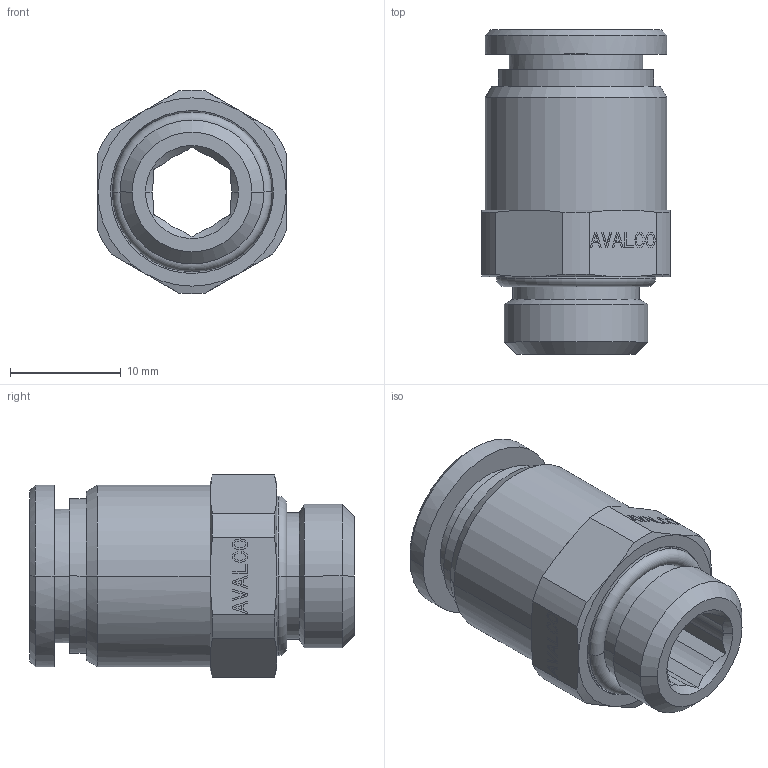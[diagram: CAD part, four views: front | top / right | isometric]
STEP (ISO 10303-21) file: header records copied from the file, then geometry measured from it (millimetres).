
FILE_DESCRIPTION(('CATIA V5 STEP Exchange'),'2;1');
FILE_NAME('PN511B-10G14.stp','2018-04-14T17:46:54+00:00',('none'),('none'),'CATIA Version 5 Release 21 GA (IN-10)','CATIA V5 STEP AP203','none');
FILE_SCHEMA(('CONFIG_CONTROL_DESIGN'));
Length unit declared in the file: millimetre
Products named in the file (1): PN511B-10G14
Bounding box: 17 x 29.3 x 18.38 mm (x, y, z)
Volume: 3482.9 mm3; surface area: 3072.6 mm2
Topology: 2 solids, 2 shells, 422 faces, 1129 edges, 742 vertices
Faces by surface type: plane 362, cone 28, cylinder 28, torus 4
Entity records: 12949 total; most frequent: CARTESIAN_POINT 2758, ORIENTED_EDGE 2258, DIRECTION 1773, EDGE_CURVE 1129, VECTOR 989, LINE 989, VERTEX_POINT 742, EDGE_LOOP 457
